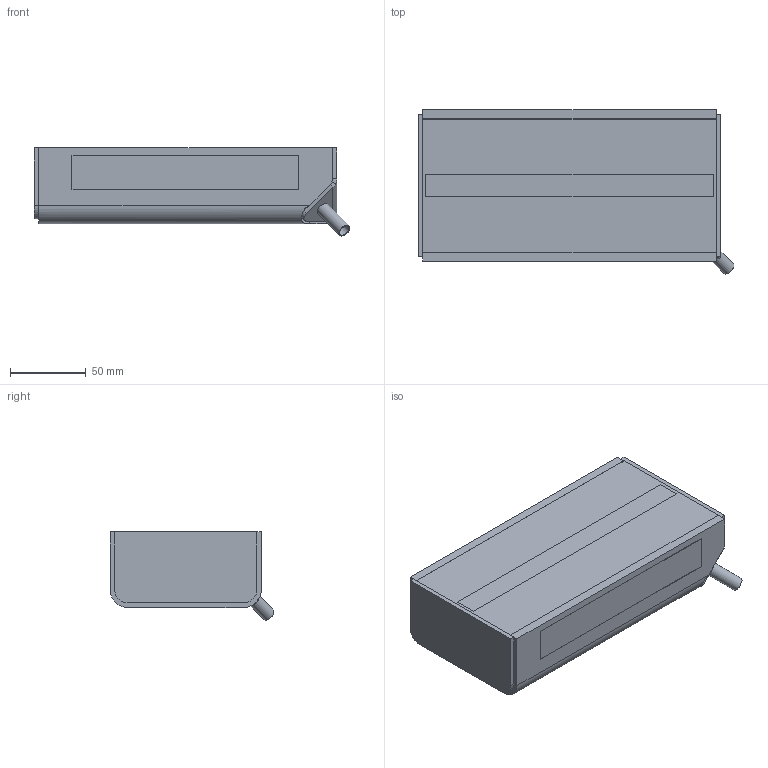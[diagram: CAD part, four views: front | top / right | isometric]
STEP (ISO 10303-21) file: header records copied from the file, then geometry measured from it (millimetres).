
FILE_DESCRIPTION(/* description */ (''),/* implementation_level */ '2;1');
FILE_NAME(/* name */ 'EHKAC02000 - Customer.stp',/* time_stamp */ '2014-03-05T14:48:19+01:00',/* author */ ('bs'),/* organization */ (''),/* preprocessor_version */ 'ST-DEVELOPER v15.2',/* originating_system */ 'Autodesk Inventor 2014',/* authorisation */ '');
FILE_SCHEMA (('AUTOMOTIVE_DESIGN { 1 0 10303 214 3 1 1 }'));
Length unit declared in the file: millimetre
Products named in the file (1): EHKAC02000 - Customer
Bounding box: 208.6 x 108.33 x 58.29 mm (x, y, z)
Volume: 981637.1 mm3; surface area: 69311.6 mm2
Topology: 1 solids, 1 shells, 64 faces, 190 edges, 127 vertices
Faces by surface type: plane 40, cylinder 15, bspline 9
Full cylindrical faces by diameter (mm): 7.5 x1, 9 x1
Entity records: 3267 total; most frequent: CARTESIAN_POINT 1500, ORIENTED_EDGE 374, DIRECTION 294, EDGE_CURVE 187, VERTEX_POINT 126, LINE 122, VECTOR 122, AXIS2_PLACEMENT_3D 86
